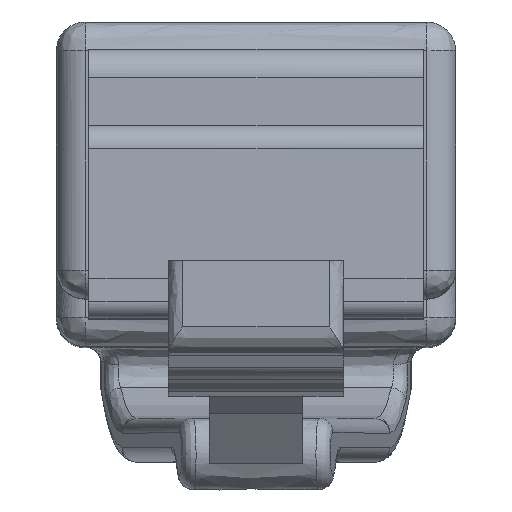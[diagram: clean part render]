
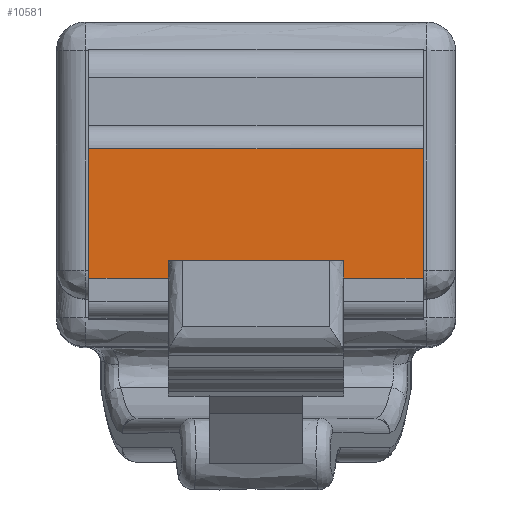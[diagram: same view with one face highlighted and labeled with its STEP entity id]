
A CAD part, top view. The second image highlights one B-rep face of the part: STEP entity #10581.
In plain terms, the highlighted free-form (B-spline) face has degree [1, 1] with [2, 2] control points.
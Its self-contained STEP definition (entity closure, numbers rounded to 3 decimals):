
#10134=CARTESIAN_POINT('V339',(-0.09,
   -36.456,59.71));
#10135=VERTEX_POINT('V339',#10134);
#10150=CARTESIAN_POINT('V379',(2.68,-36.456,
   59.71));
#10151=VERTEX_POINT('V379',#10150);
#10157=CARTESIAN_POINT('E597',(-0.09,
   -36.456,59.71));
#10158=CARTESIAN_POINT('E597',(2.68,-36.456,
   59.71));
#10159=B_SPLINE_CURVE_WITH_KNOTS('E597',1,(#10157,#10158),
   .POLYLINE_FORM.,.F.,.U.,(2,2),(1.967,
   2.581),.UNSPECIFIED.);
#10160=EDGE_CURVE('E597',#10135,#10151,#10159,.T.);
#10253=CARTESIAN_POINT('V340',(-0.09,
   -35.856,59.71));
#10254=VERTEX_POINT('V340',#10253);
#10255=CARTESIAN_POINT('E551',(-0.09,
   -35.856,59.71));
#10256=CARTESIAN_POINT('E551',(-0.09,
   -36.456,59.71));
#10257=B_SPLINE_CURVE_WITH_KNOTS('E551',1,(#10255,#10256),
   .POLYLINE_FORM.,.F.,.U.,(2,2),(0.377,1.0),
   .UNSPECIFIED.);
#10258=EDGE_CURVE('E551',#10254,#10135,#10257,.T.);
#10447=CARTESIAN_POINT('V357',(-6.19,
   -36.456,59.71));
#10448=VERTEX_POINT('V357',#10447);
#10454=CARTESIAN_POINT('V382',(-8.96,
   -36.456,59.71));
#10455=VERTEX_POINT('V382',#10454);
#10456=CARTESIAN_POINT('E601',(-8.96,
   -36.456,59.71));
#10457=CARTESIAN_POINT('E601',(-6.19,
   -36.456,59.71));
#10458=B_SPLINE_CURVE_WITH_KNOTS('E601',1,(#10456,#10457),
   .POLYLINE_FORM.,.F.,.U.,(2,2),(0.0,0.614),
   .UNSPECIFIED.);
#10459=EDGE_CURVE('E601',#10455,#10448,#10458,.T.);
#10515=CARTESIAN_POINT('V358',(-6.19,
   -35.856,59.71));
#10516=VERTEX_POINT('V358',#10515);
#10522=CARTESIAN_POINT('E569',(-6.19,
   -36.456,59.71));
#10523=CARTESIAN_POINT('E569',(-6.19,
   -35.856,59.71));
#10524=B_SPLINE_CURVE_WITH_KNOTS('E569',1,(#10522,#10523),
   .POLYLINE_FORM.,.F.,.U.,(2,2),(0.377,1.0),
   .UNSPECIFIED.);
#10525=EDGE_CURVE('E569',#10448,#10516,#10524,.T.);
#10537=CARTESIAN_POINT('E587',(-6.19,
   -35.856,59.71));
#10538=CARTESIAN_POINT('E587',(-0.09,
   -35.856,59.71));
#10539=B_SPLINE_CURVE_WITH_KNOTS('E587',1,(#10537,#10538),
   .POLYLINE_FORM.,.F.,.U.,(2,2),(0.016,
   0.984),.UNSPECIFIED.);
#10540=EDGE_CURVE('E587',#10516,#10254,#10539,.T.);
#10550=CARTESIAN_POINT('F228',(-8.96,
   -31.946,59.71));
#10551=CARTESIAN_POINT('F228',(-8.96,
   -36.456,59.71));
#10552=CARTESIAN_POINT('F228',(2.68,-31.946,
   59.71));
#10553=CARTESIAN_POINT('F228',(2.68,-36.456,
   59.71));
#10554=B_SPLINE_SURFACE_WITH_KNOTS('F228',1,1,((#10550,#10552),(
   #10551,#10553)),.PLANE_SURF.,.F.,.F.,.U.,(2,2),(2,2),(0.0,1.0),
   (0.0,2.581),.UNSPECIFIED.);
#10555=ORIENTED_EDGE('E587',*,*,#10540,.T.);
#10556=ORIENTED_EDGE('E551',*,*,#10258,.T.);
#10557=ORIENTED_EDGE('F230',*,*,#10160,.T.);
#10558=CARTESIAN_POINT('V380',(2.68,-31.946,
   59.71));
#10559=VERTEX_POINT('V380',#10558);
#10560=CARTESIAN_POINT('E598',(2.68,-36.456,
   59.71));
#10561=CARTESIAN_POINT('E598',(2.68,-31.946,
   59.71));
#10562=QUASI_UNIFORM_CURVE('E598',1,(#10560,#10561),.POLYLINE_FORM.,
   .F.,.U.);
#10563=EDGE_CURVE('E598',#10151,#10559,#10562,.T.);
#10564=ORIENTED_EDGE('E598',*,*,#10563,.T.);
#10565=CARTESIAN_POINT('V381',(-8.96,
   -31.946,59.71));
#10566=VERTEX_POINT('V381',#10565);
#10567=CARTESIAN_POINT('E599',(2.68,-31.946,
   59.71));
#10568=CARTESIAN_POINT('E599',(-8.96,
   -31.946,59.71));
#10569=B_SPLINE_CURVE_WITH_KNOTS('E599',1,(#10567,#10568),
   .POLYLINE_FORM.,.F.,.U.,(2,2),(0.0,7.275),
   .UNSPECIFIED.);
#10570=EDGE_CURVE('E599',#10559,#10566,#10569,.T.);
#10571=ORIENTED_EDGE('E599',*,*,#10570,.T.);
#10572=CARTESIAN_POINT('E600',(-8.96,
   -31.946,59.71));
#10573=CARTESIAN_POINT('E600',(-8.96,
   -36.456,59.71));
#10574=QUASI_UNIFORM_CURVE('E600',1,(#10572,#10573),.POLYLINE_FORM.,
   .F.,.U.);
#10575=EDGE_CURVE('E600',#10566,#10455,#10574,.T.);
#10576=ORIENTED_EDGE('E600',*,*,#10575,.T.);
#10577=ORIENTED_EDGE('E601',*,*,#10459,.T.);
#10578=ORIENTED_EDGE('E569',*,*,#10525,.T.);
#10579=EDGE_LOOP('F228',(#10555,#10556,#10557,#10564,#10571,#10576,
   #10577,#10578));
#10580=FACE_OUTER_BOUND('F228',#10579,.T.);
#10581=ADVANCED_FACE('F228',(#10580),#10554,.T.);
